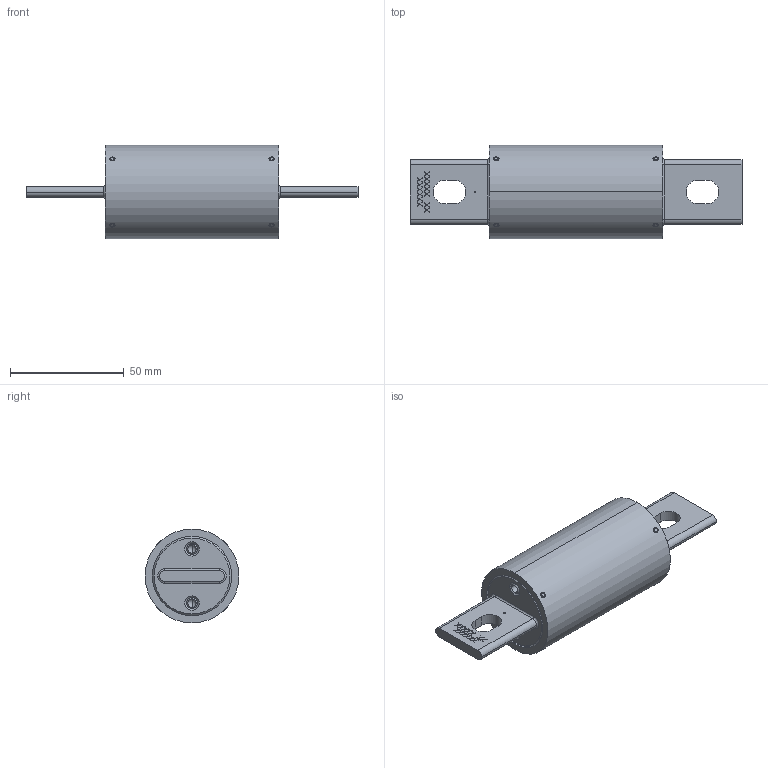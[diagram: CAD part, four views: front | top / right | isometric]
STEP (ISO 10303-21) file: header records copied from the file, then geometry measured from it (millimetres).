
FILE_DESCRIPTION (( 'STEP AP214' ), '1' );
FILE_NAME ('701827.STEP', '2023-03-10T22:22:31', ( '' ), ( '' ), 'SwSTEP 2.0', 'SolidWorks 2021', '' );
FILE_SCHEMA (( 'AUTOMOTIVE_DESIGN' ));
Length unit declared in the file: inch
Products named in the file (6): 250404_-001; 250404_STAMPING; 9399_9399; 701827; 11322; 23600_23600_
Assembly tree (15 placements, depth 2):
  701827
    11322
    250404_STAMPING
    250404_-001
    9399_9399  x4
    23600_23600_  x8
Bounding box: 146.05 x 41.27 x 41.27 mm (x, y, z)
Volume: 48353.3 mm3; surface area: 30666.3 mm2
Topology: 15 solids, 15 shells, 1259 faces, 3436 edges, 2212 vertices
Faces by surface type: cylinder 430, plane 409, sphere 176, bspline 148, cone 90, torus 6
Entity records: 21022 total; most frequent: CARTESIAN_POINT 6272, ORIENTED_EDGE 2588, DIRECTION 2089, EDGE_CURVE 1294, VERTEX_POINT 845, LINE 765, VECTOR 765, AXIS2_PLACEMENT_3D 662
